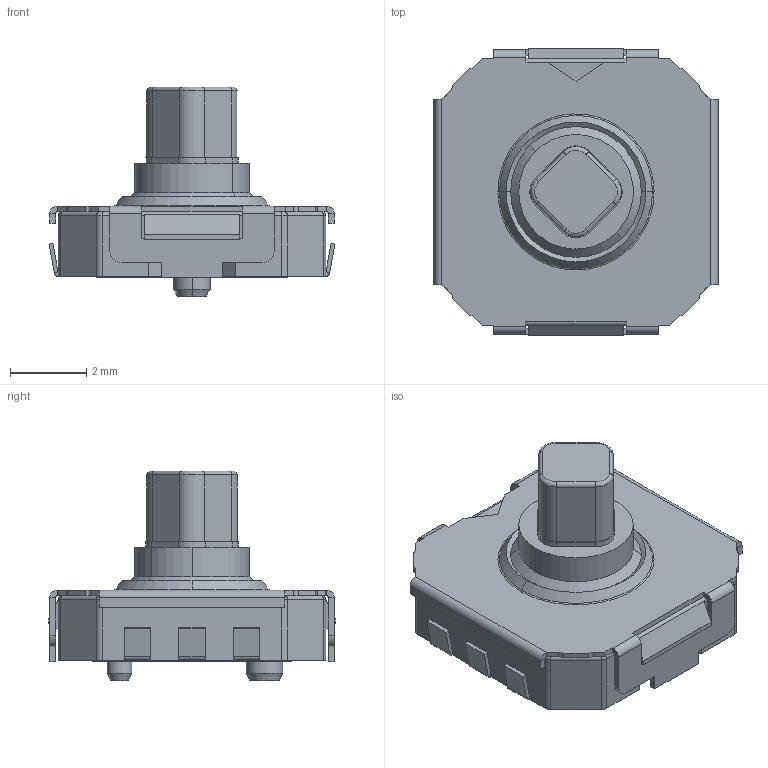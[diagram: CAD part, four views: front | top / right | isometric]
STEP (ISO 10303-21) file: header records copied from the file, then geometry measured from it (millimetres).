
FILE_DESCRIPTION (( 'STEP AP214' ), '1' );
FILE_NAME ('SKRHAD.STEP', '2010-12-03T08:03:21', ( '' ), ( '' ), 'SwSTEP 2.0', 'SolidWorks 2007', '' );
FILE_SCHEMA (( 'AUTOMOTIVE_DESIGN' ));
Length unit declared in the file: millimetre
Products named in the file (1): SKRHAD
Bounding box: 7.48 x 7.5 x 5.5 mm (x, y, z)
Volume: 105.3 mm3; surface area: 214 mm2
Topology: 1 solids, 1 shells, 296 faces, 758 edges, 462 vertices
Faces by surface type: plane 190, cylinder 80, bspline 16, cone 10
Entity records: 12325 total; most frequent: CARTESIAN_POINT 1867, ORIENTED_EDGE 1516, DIRECTION 1488, EDGE_CURVE 758, VECTOR 562, LINE 562, AXIS2_PLACEMENT_3D 463, VERTEX_POINT 462
